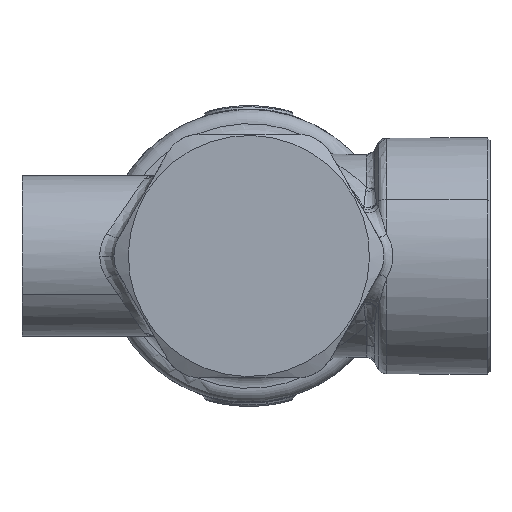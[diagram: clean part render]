
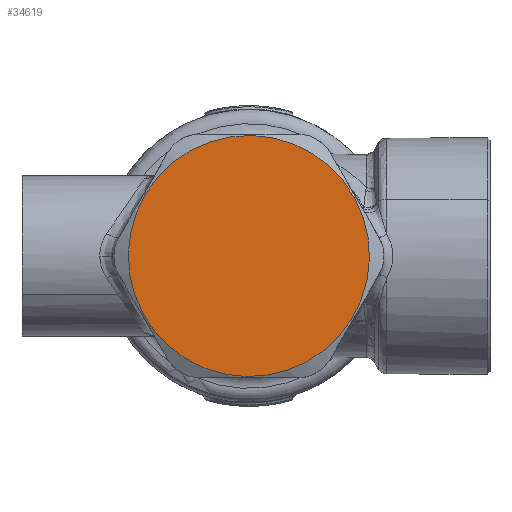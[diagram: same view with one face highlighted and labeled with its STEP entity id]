
A CAD part, front view. The second image highlights one B-rep face of the part: STEP entity #34619.
In plain terms, the highlighted planar face has unit normal (0, -1, 0).
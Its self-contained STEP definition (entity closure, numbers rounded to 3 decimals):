
#28723=CARTESIAN_POINT('Vertex',(11.189,-21.5,6.113)) ;
#28726=CARTESIAN_POINT('Axis2P3D Location',(0.,-21.5,0.)) ;
#28730=CARTESIAN_POINT('Vertex',(-11.189,-21.5,-6.113)) ;
#28767=CARTESIAN_POINT('Axis2P3D Location',(0.,-21.5,0.)) ;
#34610=CARTESIAN_POINT('Axis2P3D Location',(10.8,-21.5,0.)) ;
#28727=DIRECTION('Axis2P3D Direction',(0.,1.,-0.)) ;
#28768=DIRECTION('Axis2P3D Direction',(0.,1.,-0.)) ;
#34611=DIRECTION('Axis2P3D Direction',(0.,-1.,0.)) ;
#34612=DIRECTION('Axis2P3D XDirection',(1.,0.,0.)) ;
#28728=AXIS2_PLACEMENT_3D('Circle Axis2P3D',#28726,#28727,$) ;
#28769=AXIS2_PLACEMENT_3D('Circle Axis2P3D',#28767,#28768,$) ;
#34613=AXIS2_PLACEMENT_3D('Plane Axis2P3D',#34610,#34611,#34612) ;
#34616=ORIENTED_EDGE('',*,*,#28771,.T.) ;
#34617=ORIENTED_EDGE('',*,*,#28732,.T.) ;
#34619=ADVANCED_FACE('PartBody',(#34618),#34614,.T.) ;
#28729=CIRCLE('generated circle',#28728,12.75) ;
#28770=CIRCLE('generated circle',#28769,12.75) ;
#28732=EDGE_CURVE('',#28731,#28724,#28729,.F.) ;
#28771=EDGE_CURVE('',#28724,#28731,#28770,.F.) ;
#34615=EDGE_LOOP('',(#34616,#34617)) ;
#34618=FACE_OUTER_BOUND('',#34615,.T.) ;
#34614=PLANE('',#34613) ;
#28724=VERTEX_POINT('',#28723) ;
#28731=VERTEX_POINT('',#28730) ;
